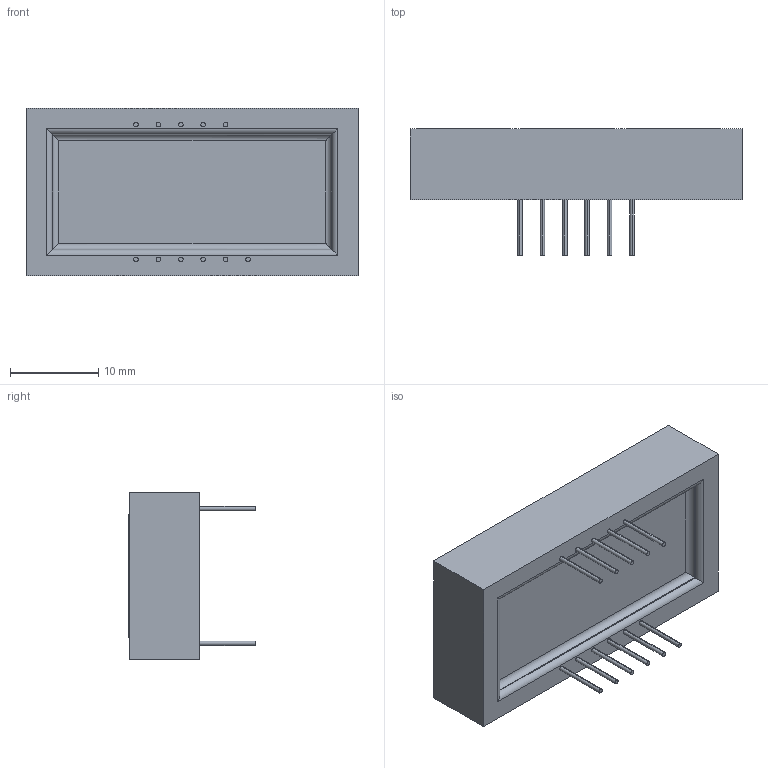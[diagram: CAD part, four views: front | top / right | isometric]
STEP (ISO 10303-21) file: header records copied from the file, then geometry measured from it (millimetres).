
FILE_DESCRIPTION (( 'STEP AP214' ), '1' );
FILE_NAME ('User Library-Nixie_Tube _5631.STEP', '2021-04-07T00:36:30', ( '' ), ( '' ), 'SwSTEP 2.0', 'SolidWorks 2020', '' );
FILE_SCHEMA (( 'AUTOMOTIVE_DESIGN' ));
Length unit declared in the file: millimetre
Products named in the file (1): User Library-Nixie_Tube _5631
Bounding box: 37.6 x 14.35 x 19 mm (x, y, z)
Volume: 5121.8 mm3; surface area: 2539 mm2
Topology: 1 solids, 1 shells, 142 faces, 340 edges, 224 vertices
Faces by surface type: cylinder 72, plane 70
Entity records: 5634 total; most frequent: DIRECTION 746, CARTESIAN_POINT 731, ORIENTED_EDGE 680, EDGE_CURVE 340, AXIS2_PLACEMENT_3D 271, VERTEX_POINT 224, VECTOR 204, LINE 204
